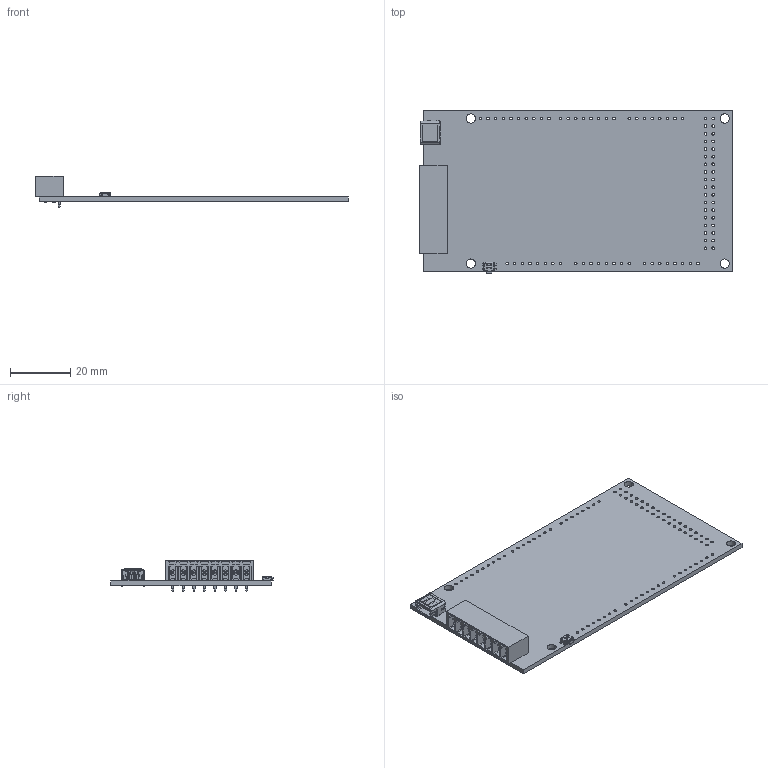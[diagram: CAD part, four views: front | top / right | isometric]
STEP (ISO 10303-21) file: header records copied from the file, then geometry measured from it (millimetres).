
FILE_DESCRIPTION (( 'STEP AP214' ), '1' );
FILE_NAME ('MACCHINA_1.1_ASSEMBLY.STEP', '2015-11-05T15:03:25', ( '' ), ( '' ), 'SwSTEP 2.0', 'SolidWorks 2013', '' );
FILE_SCHEMA (( 'AUTOMOTIVE_DESIGN' ));
Length unit declared in the file: inch
Products named in the file (5): PANASONIC_EVQP7-LC-01P; MOLEX_513870578; MOLEX_395021008; M1.1PCB; MACCHINA_1.1_ASSEMBLY
Assembly tree (4 placements, depth 2):
  MACCHINA_1.1_ASSEMBLY
    M1.1PCB
    MOLEX_395021008
    MOLEX_513870578
    PANASONIC_EVQP7-LC-01P
Bounding box: 104.01 x 53.99 x 10.41 mm (x, y, z)
Volume: 9959.1 mm3; surface area: 15112.9 mm2
Topology: 4 solids, 4 shells, 1243 faces, 3412 edges, 2221 vertices
Faces by surface type: plane 859, cylinder 354, bspline 22, cone 8
Entity records: 40336 total; most frequent: CARTESIAN_POINT 7691, ORIENTED_EDGE 6824, DIRECTION 6501, EDGE_CURVE 3412, LINE 2639, VECTOR 2639, VERTEX_POINT 2221, AXIS2_PLACEMENT_3D 1931
